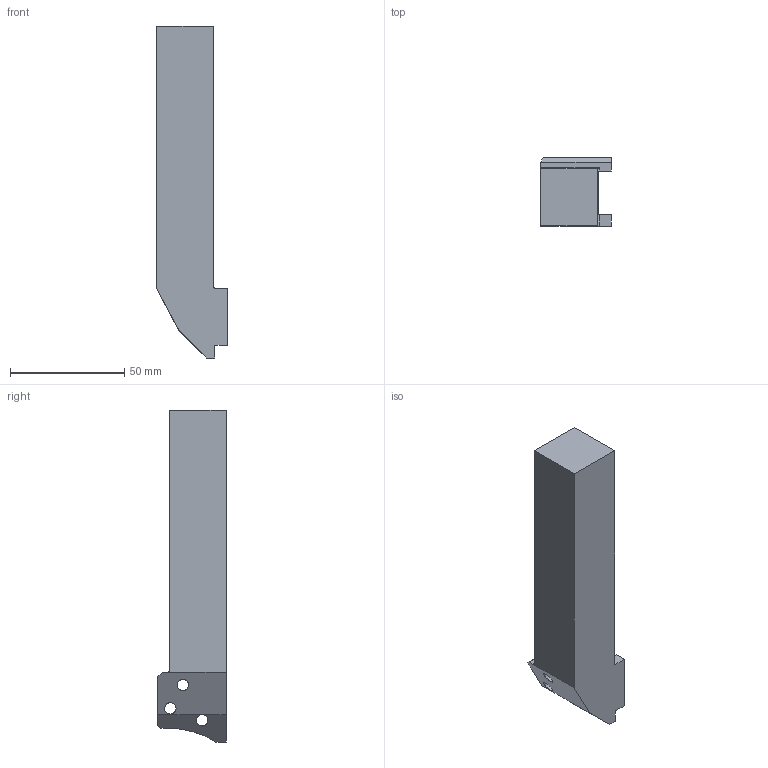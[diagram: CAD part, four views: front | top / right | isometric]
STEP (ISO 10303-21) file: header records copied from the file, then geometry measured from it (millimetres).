
FILE_DESCRIPTION (( 'STEP AP214' ), '1' );
FILE_NAME ('70851025.step', '2013-06-28T11:59:37', ( '' ), ( '' ), 'SwSTEP 2.0', 'SolidWorks 2013', '' );
FILE_SCHEMA (( 'AUTOMOTIVE_DESIGN' ));
Length unit declared in the file: millimetre
Products named in the file (1): 70851025
Bounding box: 31 x 30 x 145.5 mm (x, y, z)
Volume: 85342.4 mm3; surface area: 16295.2 mm2
Topology: 1 solids, 1 shells, 29 faces, 81 edges, 53 vertices
Faces by surface type: plane 23, cylinder 6
Full cylindrical faces by diameter (mm): 5 x3
Entity records: 949 total; most frequent: CARTESIAN_POINT 186, ORIENTED_EDGE 154, DIRECTION 138, EDGE_CURVE 77, VECTOR 64, LINE 64, VERTEX_POINT 52, AXIS2_PLACEMENT_3D 37
